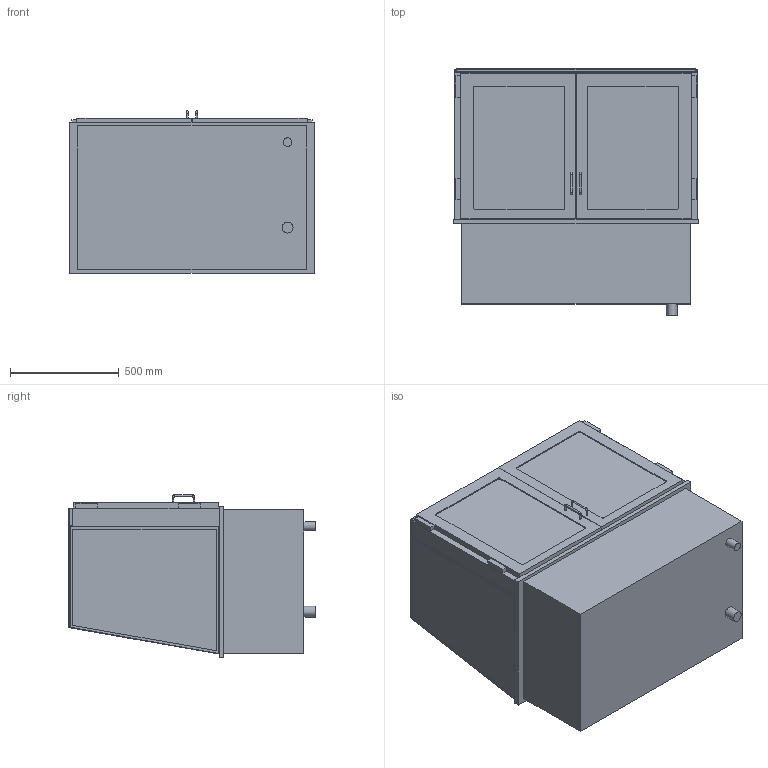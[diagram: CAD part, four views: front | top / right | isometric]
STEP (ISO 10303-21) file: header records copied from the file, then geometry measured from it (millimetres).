
FILE_DESCRIPTION(/* description */ ('Einbaukühlvitrine: zentralgekühlt'),/* implementation_level */ '2;1');
FILE_NAME(/* name */ '3D-AKE-00007227.stp',/* time_stamp */ '2025-01-30T08:49:31+01:00',/* author */ ('marina.schachner'),/* organization */ (''),/* preprocessor_version */ 'ST-DEVELOPER v20',/* originating_system */ 'Autodesk Inventor 2024',/* authorisation */ '');
FILE_SCHEMA (('AUTOMOTIVE_DESIGN { 1 0 10303 214 3 1 1 }'));
Length unit declared in the file: millimetre
Products named in the file (1): 3D-AKE-00007227
Bounding box: 1125 x 1140 x 747 mm (x, y, z)
Volume: 175368547.5 mm3; surface area: 19112432.2 mm2
Topology: 54 solids, 54 shells, 560 faces, 1301 edges, 862 vertices
Faces by surface type: plane 480, cylinder 76, torus 4
Full cylindrical faces by diameter (mm): 8 x6, 40 x1, 50 x1
Entity records: 15724 total; most frequent: CARTESIAN_POINT 2724, ORIENTED_EDGE 2602, DIRECTION 2571, EDGE_CURVE 1301, LINE 1153, VECTOR 1153, VERTEX_POINT 862, AXIS2_PLACEMENT_3D 709
